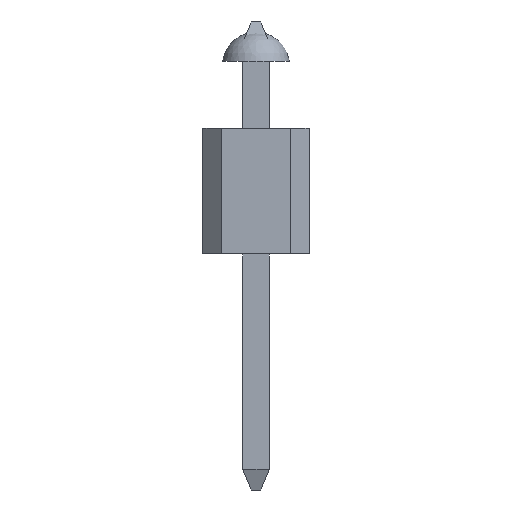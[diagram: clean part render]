
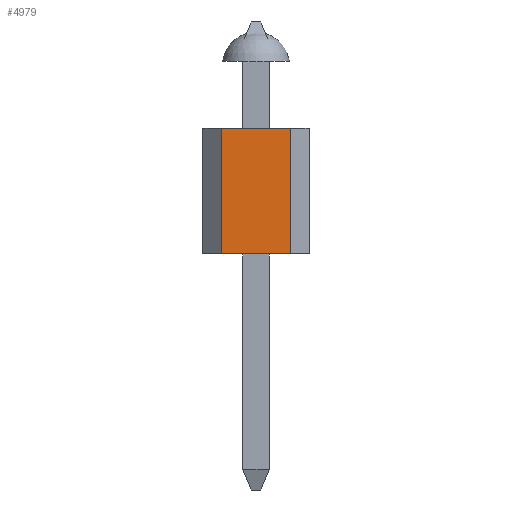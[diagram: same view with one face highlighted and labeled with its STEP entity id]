
A CAD part, left-side view. The second image highlights one B-rep face of the part: STEP entity #4979.
In plain terms, the highlighted planar face has unit normal (-1, 0, 0).
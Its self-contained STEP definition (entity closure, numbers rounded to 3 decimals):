
#389=FACE_OUTER_BOUND('',#707,.T.);
#707=EDGE_LOOP('',(#4311,#4312,#4313,#4314));
#1347=LINE('',#7908,#1987);
#1348=LINE('',#7910,#1988);
#1349=LINE('',#7912,#1989);
#1350=LINE('',#7913,#1990);
#1987=VECTOR('',#6516,10.);
#1988=VECTOR('',#6517,10.);
#1989=VECTOR('',#6518,10.);
#1990=VECTOR('',#6519,10.);
#2399=VERTEX_POINT('',#7906);
#2400=VERTEX_POINT('',#7907);
#2401=VERTEX_POINT('',#7909);
#2402=VERTEX_POINT('',#7911);
#3047=EDGE_CURVE('',#2399,#2400,#1347,.T.);
#3048=EDGE_CURVE('',#2401,#2399,#1348,.T.);
#3049=EDGE_CURVE('',#2402,#2401,#1349,.T.);
#3050=EDGE_CURVE('',#2400,#2402,#1350,.T.);
#4311=ORIENTED_EDGE('',*,*,#3047,.F.);
#4312=ORIENTED_EDGE('',*,*,#3048,.F.);
#4313=ORIENTED_EDGE('',*,*,#3049,.F.);
#4314=ORIENTED_EDGE('',*,*,#3050,.F.);
#4689=PLANE('',#5322);
#4979=ADVANCED_FACE('',(#389),#4689,.F.);
#5322=AXIS2_PLACEMENT_3D('',#7905,#6514,#6515);
#6514=DIRECTION('center_axis',(1.,0.,0.));
#6515=DIRECTION('ref_axis',(0.,0.,-1.));
#6516=DIRECTION('',(0.,-1.,0.));
#6517=DIRECTION('',(0.,0.,1.));
#6518=DIRECTION('',(0.,1.,0.));
#6519=DIRECTION('',(0.,0.,-1.));
#7905=CARTESIAN_POINT('Origin',(-22.8,-7.5,-4.5));
#7906=CARTESIAN_POINT('',(-22.8,-6.79,-1.6));
#7907=CARTESIAN_POINT('',(-22.8,-8.45,-1.6));
#7908=CARTESIAN_POINT('',(-22.8,-7.56,-1.6));
#7909=CARTESIAN_POINT('',(-22.8,-6.79,-4.6));
#7910=CARTESIAN_POINT('',(-22.8,-6.79,-3.05));
#7911=CARTESIAN_POINT('',(-22.8,-8.45,-4.6));
#7912=CARTESIAN_POINT('',(-22.8,-7.56,-4.6));
#7913=CARTESIAN_POINT('',(-22.8,-8.45,-3.05));
